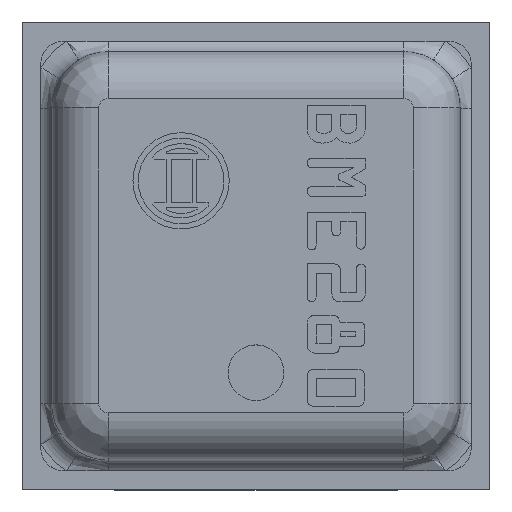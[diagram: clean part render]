
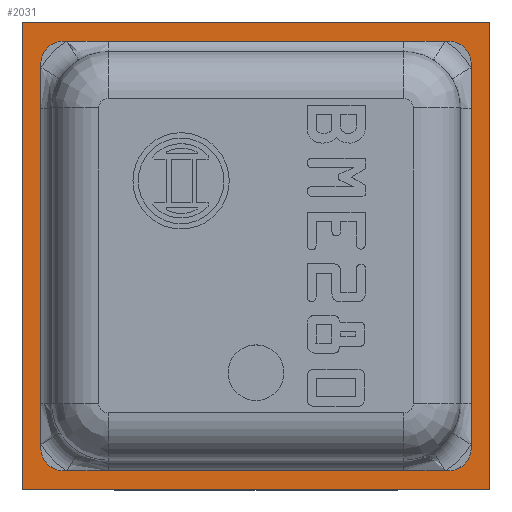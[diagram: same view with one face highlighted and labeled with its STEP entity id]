
A CAD part, top view. The second image highlights one B-rep face of the part: STEP entity #2031.
In plain terms, the highlighted planar face has unit normal (0, 0, 1).
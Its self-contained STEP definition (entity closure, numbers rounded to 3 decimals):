
#2031 = ADVANCED_FACE('',(#2032,#2066),#2136,.T.);
#2032 = FACE_BOUND('',#2033,.T.);
#2033 = EDGE_LOOP('',(#2034,#2044,#2052,#2060));
#2034 = ORIENTED_EDGE('',*,*,#2035,.T.);
#2035 = EDGE_CURVE('',#2036,#2038,#2040,.T.);
#2036 = VERTEX_POINT('',#2037);
#2037 = CARTESIAN_POINT('',(-0.22,-2.23,0.13));
#2038 = VERTEX_POINT('',#2039);
#2039 = CARTESIAN_POINT('',(2.28,-2.23,0.13));
#2040 = LINE('',#2041,#2042);
#2041 = CARTESIAN_POINT('',(2.28,-2.23,0.13));
#2042 = VECTOR('',#2043,1.);
#2043 = DIRECTION('',(1.,0.,0.));
#2044 = ORIENTED_EDGE('',*,*,#2045,.T.);
#2045 = EDGE_CURVE('',#2038,#2046,#2048,.T.);
#2046 = VERTEX_POINT('',#2047);
#2047 = CARTESIAN_POINT('',(2.28,0.27,0.13));
#2048 = LINE('',#2049,#2050);
#2049 = CARTESIAN_POINT('',(2.28,0.27,0.13));
#2050 = VECTOR('',#2051,1.);
#2051 = DIRECTION('',(0.,1.,0.));
#2052 = ORIENTED_EDGE('',*,*,#2053,.T.);
#2053 = EDGE_CURVE('',#2046,#2054,#2056,.T.);
#2054 = VERTEX_POINT('',#2055);
#2055 = CARTESIAN_POINT('',(-0.22,0.27,0.13));
#2056 = LINE('',#2057,#2058);
#2057 = CARTESIAN_POINT('',(2.28,0.27,0.13));
#2058 = VECTOR('',#2059,1.);
#2059 = DIRECTION('',(-1.,0.,0.));
#2060 = ORIENTED_EDGE('',*,*,#2061,.T.);
#2061 = EDGE_CURVE('',#2054,#2036,#2062,.T.);
#2062 = LINE('',#2063,#2064);
#2063 = CARTESIAN_POINT('',(-0.22,0.27,0.13));
#2064 = VECTOR('',#2065,1.);
#2065 = DIRECTION('',(0.,-1.,0.));
#2066 = FACE_BOUND('',#2067,.T.);
#2067 = EDGE_LOOP('',(#2068,#2078,#2087,#2095,#2104,#2112,#2121,#2129));
#2068 = ORIENTED_EDGE('',*,*,#2069,.F.);
#2069 = EDGE_CURVE('',#2070,#2072,#2074,.T.);
#2070 = VERTEX_POINT('',#2071);
#2071 = CARTESIAN_POINT('',(2.179,-2.008,0.13));
#2072 = VERTEX_POINT('',#2073);
#2073 = CARTESIAN_POINT('',(2.179,0.048,0.13));
#2074 = LINE('',#2075,#2076);
#2075 = CARTESIAN_POINT('',(2.179,0.168,0.13));
#2076 = VECTOR('',#2077,1.);
#2077 = DIRECTION('',(0.,1.,0.));
#2078 = ORIENTED_EDGE('',*,*,#2079,.T.);
#2079 = EDGE_CURVE('',#2070,#2080,#2082,.T.);
#2080 = VERTEX_POINT('',#2081);
#2081 = CARTESIAN_POINT('',(2.059,-2.128,0.13));
#2082 = CIRCLE('',#2083,0.12);
#2083 = AXIS2_PLACEMENT_3D('',#2084,#2085,#2086);
#2084 = CARTESIAN_POINT('',(2.059,-2.008,0.13));
#2085 = DIRECTION('',(0.,0.,-1.));
#2086 = DIRECTION('',(-1.,0.,0.));
#2087 = ORIENTED_EDGE('',*,*,#2088,.F.);
#2088 = EDGE_CURVE('',#2089,#2080,#2091,.T.);
#2089 = VERTEX_POINT('',#2090);
#2090 = CARTESIAN_POINT('',(0.001,-2.128,0.13)
  );
#2091 = LINE('',#2092,#2093);
#2092 = CARTESIAN_POINT('',(2.179,-2.128,0.13));
#2093 = VECTOR('',#2094,1.);
#2094 = DIRECTION('',(1.,0.,0.));
#2095 = ORIENTED_EDGE('',*,*,#2096,.T.);
#2096 = EDGE_CURVE('',#2089,#2097,#2099,.T.);
#2097 = VERTEX_POINT('',#2098);
#2098 = CARTESIAN_POINT('',(-0.119,-2.008,0.13));
#2099 = CIRCLE('',#2100,0.12);
#2100 = AXIS2_PLACEMENT_3D('',#2101,#2102,#2103);
#2101 = CARTESIAN_POINT('',(0.001,-2.008,0.13)
  );
#2102 = DIRECTION('',(0.,0.,-1.));
#2103 = DIRECTION('',(-1.,0.,0.));
#2104 = ORIENTED_EDGE('',*,*,#2105,.F.);
#2105 = EDGE_CURVE('',#2106,#2097,#2108,.T.);
#2106 = VERTEX_POINT('',#2107);
#2107 = CARTESIAN_POINT('',(-0.119,0.048,0.13)
  );
#2108 = LINE('',#2109,#2110);
#2109 = CARTESIAN_POINT('',(-0.119,0.168,0.13));
#2110 = VECTOR('',#2111,1.);
#2111 = DIRECTION('',(0.,-1.,0.));
#2112 = ORIENTED_EDGE('',*,*,#2113,.T.);
#2113 = EDGE_CURVE('',#2106,#2114,#2116,.T.);
#2114 = VERTEX_POINT('',#2115);
#2115 = CARTESIAN_POINT('',(0.001,0.168,0.13));
#2116 = CIRCLE('',#2117,0.12);
#2117 = AXIS2_PLACEMENT_3D('',#2118,#2119,#2120);
#2118 = CARTESIAN_POINT('',(0.001,0.048,
    0.13));
#2119 = DIRECTION('',(0.,0.,-1.));
#2120 = DIRECTION('',(-1.,0.,0.));
#2121 = ORIENTED_EDGE('',*,*,#2122,.F.);
#2122 = EDGE_CURVE('',#2123,#2114,#2125,.T.);
#2123 = VERTEX_POINT('',#2124);
#2124 = CARTESIAN_POINT('',(2.059,0.168,0.13));
#2125 = LINE('',#2126,#2127);
#2126 = CARTESIAN_POINT('',(2.179,0.168,0.13));
#2127 = VECTOR('',#2128,1.);
#2128 = DIRECTION('',(-1.,0.,0.));
#2129 = ORIENTED_EDGE('',*,*,#2130,.T.);
#2130 = EDGE_CURVE('',#2123,#2072,#2131,.T.);
#2131 = CIRCLE('',#2132,0.12);
#2132 = AXIS2_PLACEMENT_3D('',#2133,#2134,#2135);
#2133 = CARTESIAN_POINT('',(2.059,0.048,0.13));
#2134 = DIRECTION('',(0.,0.,-1.));
#2135 = DIRECTION('',(-1.,0.,0.));
#2136 = PLANE('',#2137);
#2137 = AXIS2_PLACEMENT_3D('',#2138,#2139,#2140);
#2138 = CARTESIAN_POINT('',(1.03,-0.98,0.13));
#2139 = DIRECTION('',(0.,0.,1.));
#2140 = DIRECTION('',(-1.,0.,0.));
